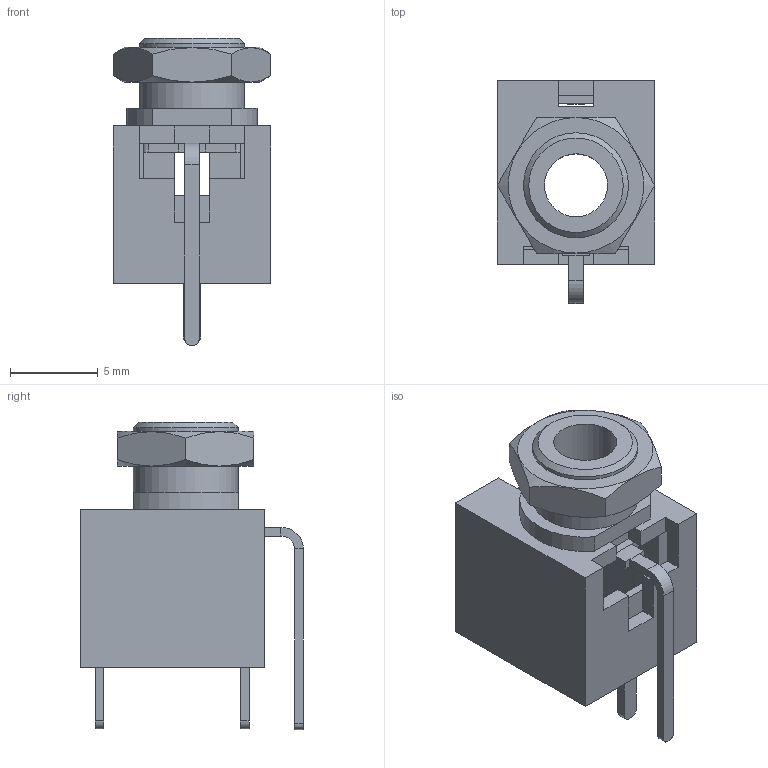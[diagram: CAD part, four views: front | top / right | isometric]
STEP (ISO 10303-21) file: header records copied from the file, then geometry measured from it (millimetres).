
FILE_DESCRIPTION(('FreeCAD Model'),'2;1');
FILE_NAME('Open CASCADE Shape Model','2023-08-07T00:38:00',( 'kicad StepUp'),('ksu MCAD'),'Open CASCADE STEP processor 7.5', 'FreeCAD','Unknown');
FILE_SCHEMA(('AUTOMOTIVE_DESIGN { 1 0 10303 214 1 1 1 1 }'));
Length unit declared in the file: millimetre
Products named in the file (1): WQP-WQP518MA
Bounding box: 9 x 12.73 x 17.55 mm (x, y, z)
Volume: 533.9 mm3; surface area: 1440.9 mm2
Topology: 6 solids, 6 shells, 127 faces, 325 edges, 207 vertices
Faces by surface type: plane 105, cylinder 19, sphere 2, cone 1
Full cylindrical faces by diameter (mm): 3.6 x3, 6 x2
Entity records: 4754 total; most frequent: CARTESIAN_POINT 660, ORIENTED_EDGE 650, DIRECTION 636, EDGE_CURVE 325, LINE 270, VECTOR 270, VERTEX_POINT 207, AXIS2_PLACEMENT_3D 183
